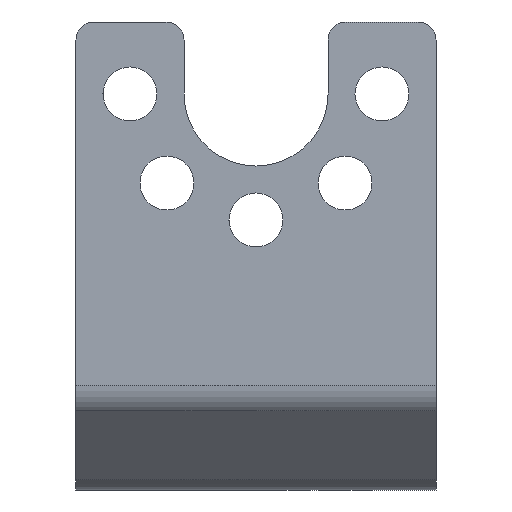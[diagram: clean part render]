
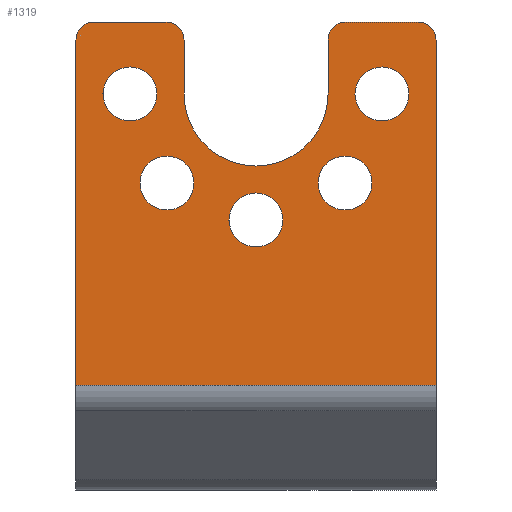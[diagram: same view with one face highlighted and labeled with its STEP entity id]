
A CAD part, left-side view. The second image highlights one B-rep face of the part: STEP entity #1319.
In plain terms, the highlighted planar face has unit normal (-1, 0, 0).
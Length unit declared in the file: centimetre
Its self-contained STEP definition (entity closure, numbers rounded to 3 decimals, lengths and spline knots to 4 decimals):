
#90=LINE($,#2149,#198);
#91=LINE($,#2164,#199);
#92=LINE($,#2168,#200);
#93=LINE($,#2172,#201);
#94=LINE($,#2176,#202);
#95=LINE($,#2178,#203);
#96=LINE($,#2179,#204);
#198=VECTOR($,#1773,1.);
#199=VECTOR($,#1788,1.);
#200=VECTOR($,#1791,1.);
#201=VECTOR($,#1794,1.);
#202=VECTOR($,#1797,1.);
#203=VECTOR($,#1798,1.);
#204=VECTOR($,#1799,1.);
#254=PLANE($,#1448);
#296=FACE_BOUND($,#460,.T.);
#297=FACE_BOUND($,#461,.T.);
#298=FACE_BOUND($,#462,.T.);
#299=FACE_BOUND($,#463,.T.);
#300=FACE_BOUND($,#464,.T.);
#301=FACE_BOUND($,#465,.T.);
#460=EDGE_LOOP($,(#1124));
#461=EDGE_LOOP($,(#1125));
#462=EDGE_LOOP($,(#1126));
#463=EDGE_LOOP($,(#1127));
#464=EDGE_LOOP($,(#1128));
#465=EDGE_LOOP($,(#1129,#1130,#1131,#1132,#1133,#1134,#1135,#1136,#1137,
#1138,#1139,#1140));
#545=CIRCLE($,#1446,0.1);
#546=CIRCLE($,#1449,0.15);
#547=CIRCLE($,#1450,0.15);
#548=CIRCLE($,#1451,0.15);
#549=CIRCLE($,#1452,0.15);
#550=CIRCLE($,#1453,0.15);
#551=CIRCLE($,#1454,0.1);
#552=CIRCLE($,#1455,0.4);
#553=CIRCLE($,#1456,0.1);
#554=CIRCLE($,#1457,0.1);
#644=VERTEX_POINT($,#2139);
#645=VERTEX_POINT($,#2141);
#647=VERTEX_POINT($,#2147);
#648=VERTEX_POINT($,#2151);
#649=VERTEX_POINT($,#2153);
#650=VERTEX_POINT($,#2155);
#651=VERTEX_POINT($,#2157);
#652=VERTEX_POINT($,#2159);
#653=VERTEX_POINT($,#2161);
#654=VERTEX_POINT($,#2163);
#655=VERTEX_POINT($,#2165);
#656=VERTEX_POINT($,#2167);
#657=VERTEX_POINT($,#2169);
#658=VERTEX_POINT($,#2171);
#659=VERTEX_POINT($,#2173);
#660=VERTEX_POINT($,#2175);
#661=VERTEX_POINT($,#2177);
#808=EDGE_CURVE($,#645,#644,#545,.T.);
#812=EDGE_CURVE($,#644,#647,#90,.T.);
#813=EDGE_CURVE($,#648,#648,#546,.T.);
#814=EDGE_CURVE($,#649,#649,#547,.T.);
#815=EDGE_CURVE($,#650,#650,#548,.T.);
#816=EDGE_CURVE($,#651,#651,#549,.T.);
#817=EDGE_CURVE($,#652,#652,#550,.T.);
#818=EDGE_CURVE($,#647,#653,#551,.T.);
#819=EDGE_CURVE($,#654,#653,#91,.T.);
#820=EDGE_CURVE($,#655,#654,#552,.T.);
#821=EDGE_CURVE($,#656,#655,#92,.T.);
#822=EDGE_CURVE($,#656,#657,#553,.T.);
#823=EDGE_CURVE($,#657,#658,#93,.T.);
#824=EDGE_CURVE($,#658,#659,#554,.T.);
#825=EDGE_CURVE($,#659,#660,#94,.T.);
#826=EDGE_CURVE($,#660,#661,#95,.T.);
#827=EDGE_CURVE($,#661,#645,#96,.T.);
#1124=ORIENTED_EDGE($,*,*,#813,.F.);
#1125=ORIENTED_EDGE($,*,*,#814,.F.);
#1126=ORIENTED_EDGE($,*,*,#815,.F.);
#1127=ORIENTED_EDGE($,*,*,#816,.F.);
#1128=ORIENTED_EDGE($,*,*,#817,.F.);
#1129=ORIENTED_EDGE($,*,*,#808,.T.);
#1130=ORIENTED_EDGE($,*,*,#812,.T.);
#1131=ORIENTED_EDGE($,*,*,#818,.T.);
#1132=ORIENTED_EDGE($,*,*,#819,.F.);
#1133=ORIENTED_EDGE($,*,*,#820,.F.);
#1134=ORIENTED_EDGE($,*,*,#821,.F.);
#1135=ORIENTED_EDGE($,*,*,#822,.T.);
#1136=ORIENTED_EDGE($,*,*,#823,.T.);
#1137=ORIENTED_EDGE($,*,*,#824,.T.);
#1138=ORIENTED_EDGE($,*,*,#825,.T.);
#1139=ORIENTED_EDGE($,*,*,#826,.T.);
#1140=ORIENTED_EDGE($,*,*,#827,.T.);
#1319=ADVANCED_FACE($,(#296,#297,#298,#299,#300,#301),#254,.F.);
#1446=AXIS2_PLACEMENT_3D($,#2142,#1766,#1767);
#1448=AXIS2_PLACEMENT_3D($,#2150,#1774,#1775);
#1449=AXIS2_PLACEMENT_3D($,#2152,#1776,#1777);
#1450=AXIS2_PLACEMENT_3D($,#2154,#1778,#1779);
#1451=AXIS2_PLACEMENT_3D($,#2156,#1780,#1781);
#1452=AXIS2_PLACEMENT_3D($,#2158,#1782,#1783);
#1453=AXIS2_PLACEMENT_3D($,#2160,#1784,#1785);
#1454=AXIS2_PLACEMENT_3D($,#2162,#1786,#1787);
#1455=AXIS2_PLACEMENT_3D($,#2166,#1789,#1790);
#1456=AXIS2_PLACEMENT_3D($,#2170,#1792,#1793);
#1457=AXIS2_PLACEMENT_3D($,#2174,#1795,#1796);
#1766=DIRECTION('center_axis',(-1.,0.,0.));
#1767=DIRECTION('ref_axis',(0.,-0.707,0.707));
#1773=DIRECTION($,(0.,1.,0.));
#1774=DIRECTION('center_axis',(1.,0.,0.));
#1775=DIRECTION('ref_axis',(0.,0.,-1.));
#1776=DIRECTION('center_axis',(-1.,0.,0.));
#1777=DIRECTION('ref_axis',(0.,0.,1.));
#1778=DIRECTION('center_axis',(-1.,0.,0.));
#1779=DIRECTION('ref_axis',(0.,0.,1.));
#1780=DIRECTION('center_axis',(-1.,0.,0.));
#1781=DIRECTION('ref_axis',(0.,0.,1.));
#1782=DIRECTION('center_axis',(-1.,0.,0.));
#1783=DIRECTION('ref_axis',(0.,0.,1.));
#1784=DIRECTION('center_axis',(-1.,0.,0.));
#1785=DIRECTION('ref_axis',(0.,0.,1.));
#1786=DIRECTION('center_axis',(-1.,0.,0.));
#1787=DIRECTION('ref_axis',(0.,0.707,0.707));
#1788=DIRECTION($,(0.,0.,1.));
#1789=DIRECTION('center_axis',(-1.,0.,0.));
#1790=DIRECTION('ref_axis',(0.,0.,1.));
#1791=DIRECTION($,(0.,0.,-1.));
#1792=DIRECTION('center_axis',(-1.,0.,0.));
#1793=DIRECTION('ref_axis',(0.,-0.707,0.707));
#1794=DIRECTION($,(0.,1.,0.));
#1795=DIRECTION('center_axis',(-1.,0.,0.));
#1796=DIRECTION('ref_axis',(0.,0.707,0.707));
#1797=DIRECTION($,(0.,0.,-1.));
#1798=DIRECTION($,(0.,-1.,0.));
#1799=DIRECTION($,(0.,0.,1.));
#2139=CARTESIAN_POINT('',(-2.72,-0.9,2.6));
#2141=CARTESIAN_POINT('',(-2.72,-1.,2.5));
#2142=CARTESIAN_POINT('Origin',(-2.72,-0.9,2.5));
#2147=CARTESIAN_POINT('',(-2.72,-0.5,2.6));
#2149=CARTESIAN_POINT($,(-2.72,-1.,2.6));
#2150=CARTESIAN_POINT('Origin',(-2.72,-1.,0.56));
#2151=CARTESIAN_POINT('',(-2.72,-0.3889,1.8111));
#2152=CARTESIAN_POINT('Origin',(-2.72,-0.495,1.705));
#2153=CARTESIAN_POINT('',(-2.72,-0.7,2.35));
#2154=CARTESIAN_POINT('Origin',(-2.72,-0.7,2.2));
#2155=CARTESIAN_POINT('',(-2.72,0.3889,1.8111));
#2156=CARTESIAN_POINT('Origin',(-2.72,0.495,1.705));
#2157=CARTESIAN_POINT('',(-2.72,0.55,2.2));
#2158=CARTESIAN_POINT('Origin',(-2.72,0.7,2.2));
#2159=CARTESIAN_POINT('',(-2.72,0.,1.65));
#2160=CARTESIAN_POINT('Origin',(-2.72,0.,1.5));
#2161=CARTESIAN_POINT('',(-2.72,-0.4,2.5));
#2162=CARTESIAN_POINT('Origin',(-2.72,-0.5,2.5));
#2163=CARTESIAN_POINT('',(-2.72,-0.4,2.2));
#2164=CARTESIAN_POINT($,(-2.72,-0.4,1.38));
#2165=CARTESIAN_POINT('',(-2.72,0.4,2.2));
#2166=CARTESIAN_POINT('Origin',(-2.72,0.,2.2));
#2167=CARTESIAN_POINT('',(-2.72,0.4,2.5));
#2168=CARTESIAN_POINT($,(-2.72,0.4,1.58));
#2169=CARTESIAN_POINT('',(-2.72,0.5,2.6));
#2170=CARTESIAN_POINT('Origin',(-2.72,0.5,2.5));
#2171=CARTESIAN_POINT('',(-2.72,0.9,2.6));
#2172=CARTESIAN_POINT($,(-2.72,-1.,2.6));
#2173=CARTESIAN_POINT('',(-2.72,1.,2.5));
#2174=CARTESIAN_POINT('Origin',(-2.72,0.9,2.5));
#2175=CARTESIAN_POINT('',(-2.72,1.,0.5807));
#2176=CARTESIAN_POINT($,(-2.72,1.,0.));
#2177=CARTESIAN_POINT('',(-2.72,-1.,0.5807));
#2178=CARTESIAN_POINT($,(-2.72,-1.,0.5807));
#2179=CARTESIAN_POINT($,(-2.72,-1.,0.));
